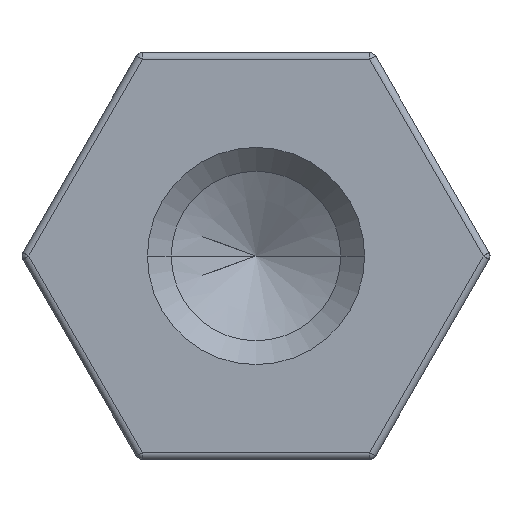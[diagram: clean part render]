
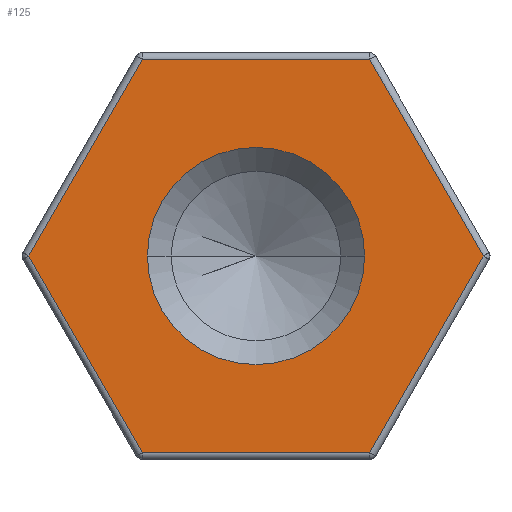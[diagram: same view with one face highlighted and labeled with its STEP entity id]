
A CAD part, left-side view. The second image highlights one B-rep face of the part: STEP entity #125.
In plain terms, the highlighted planar face has unit normal (-1, 0, 0).
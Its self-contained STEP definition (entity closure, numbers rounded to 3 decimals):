
#25 = VERTEX_POINT ( 'NONE', #1290 ) ;
#74 = LINE ( 'NONE', #586, #811 ) ;
#109 = FACE_OUTER_BOUND ( 'NONE', #515, .T. ) ;
#125 = ADVANCED_FACE ( 'NONE', ( #109, #1293 ), #748, .F. ) ;
#140 = VERTEX_POINT ( 'NONE', #688 ) ;
#150 = VECTOR ( 'NONE', #1315, 1000. ) ;
#158 = AXIS2_PLACEMENT_3D ( 'NONE', #781, #716, #696 ) ;
#197 = VERTEX_POINT ( 'NONE', #569 ) ;
#322 = VERTEX_POINT ( 'NONE', #926 ) ;
#381 = EDGE_LOOP ( 'NONE', ( #752, #982 ) ) ;
#395 = ORIENTED_EDGE ( 'NONE', *, *, #624, .T. ) ;
#419 = EDGE_CURVE ( 'NONE', #322, #197, #512, .T. ) ;
#424 = EDGE_CURVE ( 'NONE', #936, #322, #844, .T. ) ;
#430 = EDGE_CURVE ( 'NONE', #197, #1307, #814, .T. ) ;
#434 = CIRCLE ( 'NONE', #736, 1.6 ) ;
#441 = EDGE_CURVE ( 'NONE', #1224, #936, #1416, .T. ) ;
#445 = EDGE_CURVE ( 'NONE', #140, #1224, #1002, .T. ) ;
#448 = EDGE_CURVE ( 'NONE', #1298, #25, #434, .T. ) ;
#453 = EDGE_CURVE ( 'NONE', #25, #1298, #980, .T. ) ;
#472 = VECTOR ( 'NONE', #1333, 1000. ) ;
#512 = LINE ( 'NONE', #1394, #150 ) ;
#515 = EDGE_LOOP ( 'NONE', ( #667, #1151, #962, #1180, #1392, #395 ) ) ;
#569 = CARTESIAN_POINT ( 'NONE',  ( 0., 1.674, -2.9 ) ) ;
#582 = DIRECTION ( 'NONE',  ( 0., -0.5, 0.866 ) ) ;
#586 = CARTESIAN_POINT ( 'NONE',  ( 0., -2.511, -1.45 ) ) ;
#624 = EDGE_CURVE ( 'NONE', #1307, #140, #74, .T. ) ;
#667 = ORIENTED_EDGE ( 'NONE', *, *, #445, .T. ) ;
#688 = CARTESIAN_POINT ( 'NONE',  ( 0., -3.349, 0. ) ) ;
#696 = DIRECTION ( 'NONE',  ( 0., 1., 0. ) ) ;
#716 = DIRECTION ( 'NONE',  ( 1., 0., 0. ) ) ;
#736 = AXIS2_PLACEMENT_3D ( 'NONE', #1219, #1213, #1184 ) ;
#748 = PLANE ( 'NONE',  #158 ) ;
#752 = ORIENTED_EDGE ( 'NONE', *, *, #453, .T. ) ;
#781 = CARTESIAN_POINT ( 'NONE',  ( 0., 0., 0. ) ) ;
#808 = AXIS2_PLACEMENT_3D ( 'NONE', #1196, #1192, #1186 ) ;
#811 = VECTOR ( 'NONE', #582, 1000. ) ;
#814 = LINE ( 'NONE', #1362, #1225 ) ;
#844 = LINE ( 'NONE', #1220, #472 ) ;
#926 = CARTESIAN_POINT ( 'NONE',  ( 0., 3.349, 0. ) ) ;
#936 = VERTEX_POINT ( 'NONE', #1012 ) ;
#943 = CARTESIAN_POINT ( 'NONE',  ( 0., -1.674, 2.9 ) ) ;
#945 = CARTESIAN_POINT ( 'NONE',  ( 0., -1.6, 0. ) ) ;
#962 = ORIENTED_EDGE ( 'NONE', *, *, #424, .T. ) ;
#980 = CIRCLE ( 'NONE', #808, 1.6 ) ;
#982 = ORIENTED_EDGE ( 'NONE', *, *, #448, .T. ) ;
#1002 = LINE ( 'NONE', #1154, #1039 ) ;
#1012 = CARTESIAN_POINT ( 'NONE',  ( 0., 1.674, 2.9 ) ) ;
#1039 = VECTOR ( 'NONE', #1176, 1000. ) ;
#1107 = CARTESIAN_POINT ( 'NONE',  ( 0., -1.674, -2.9 ) ) ;
#1151 = ORIENTED_EDGE ( 'NONE', *, *, #441, .T. ) ;
#1154 = CARTESIAN_POINT ( 'NONE',  ( 0., -2.511, 1.45 ) ) ;
#1170 = DIRECTION ( 'NONE',  ( 0., 1., 0. ) ) ;
#1176 = DIRECTION ( 'NONE',  ( 0., 0.5, 0.866 ) ) ;
#1180 = ORIENTED_EDGE ( 'NONE', *, *, #419, .T. ) ;
#1184 = DIRECTION ( 'NONE',  ( 0., 1., 0. ) ) ;
#1186 = DIRECTION ( 'NONE',  ( 0., 1., 0. ) ) ;
#1192 = DIRECTION ( 'NONE',  ( 1., 0., 0. ) ) ;
#1196 = CARTESIAN_POINT ( 'NONE',  ( 0., 0., 0. ) ) ;
#1202 = VECTOR ( 'NONE', #1170, 1000. ) ;
#1213 = DIRECTION ( 'NONE',  ( 1., 0., 0. ) ) ;
#1219 = CARTESIAN_POINT ( 'NONE',  ( 0., 0., 0. ) ) ;
#1220 = CARTESIAN_POINT ( 'NONE',  ( 0., 2.511, 1.45 ) ) ;
#1224 = VERTEX_POINT ( 'NONE', #943 ) ;
#1225 = VECTOR ( 'NONE', #1372, 1000. ) ;
#1231 = CARTESIAN_POINT ( 'NONE',  ( 0., 0., 2.9 ) ) ;
#1290 = CARTESIAN_POINT ( 'NONE',  ( 0., 1.6, 0. ) ) ;
#1293 = FACE_BOUND ( 'NONE', #381, .T. ) ;
#1298 = VERTEX_POINT ( 'NONE', #945 ) ;
#1307 = VERTEX_POINT ( 'NONE', #1107 ) ;
#1315 = DIRECTION ( 'NONE',  ( 0., -0.5, -0.866 ) ) ;
#1333 = DIRECTION ( 'NONE',  ( 0., 0.5, -0.866 ) ) ;
#1362 = CARTESIAN_POINT ( 'NONE',  ( 0., 0., -2.9 ) ) ;
#1372 = DIRECTION ( 'NONE',  ( 0., -1., 0. ) ) ;
#1392 = ORIENTED_EDGE ( 'NONE', *, *, #430, .T. ) ;
#1394 = CARTESIAN_POINT ( 'NONE',  ( 0., 2.511, -1.45 ) ) ;
#1416 = LINE ( 'NONE', #1231, #1202 ) ;
